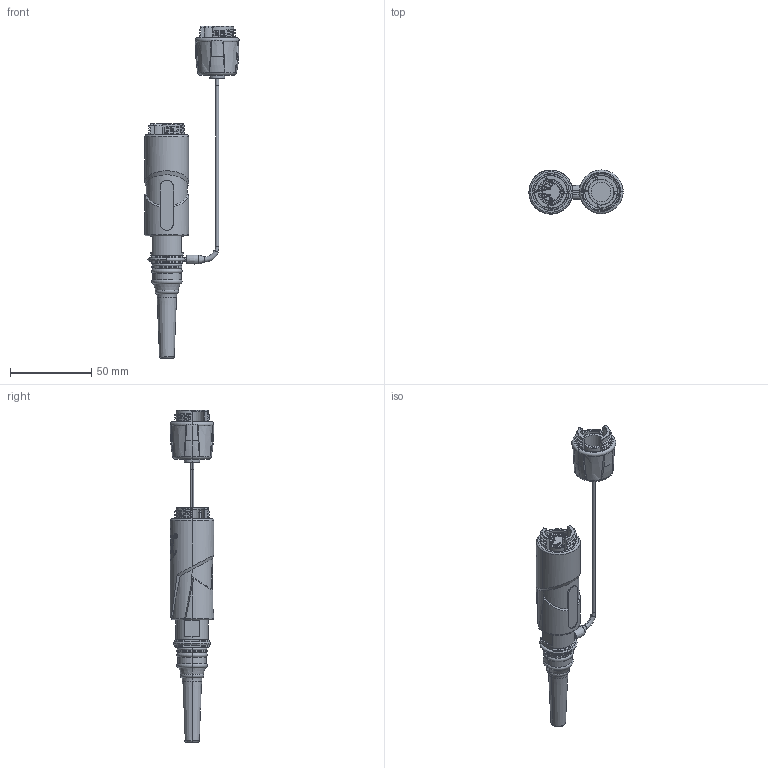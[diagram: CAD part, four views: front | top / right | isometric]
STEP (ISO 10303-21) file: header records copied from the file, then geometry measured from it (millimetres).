
FILE_DESCRIPTION (( 'STEP AP214' ), '1' );
FILE_NAME ('NKO2M3_FG_01.STEP', '2023-08-11T06:28:23', ( '' ), ( '' ), 'SwSTEP 2.0', 'SolidWorks 2020', '' );
FILE_SCHEMA (( 'AUTOMOTIVE_DESIGN' ));
Length unit declared in the file: millimetre
Products named in the file (1): NKO2M3_FG_01
Bounding box: 58 x 27 x 204.45 mm (x, y, z)
Volume: 56643.8 mm3; surface area: 23222.9 mm2
Topology: 3 solids, 5 shells, 849 faces, 2233 edges, 1458 vertices
Faces by surface type: plane 293, bspline 248, cylinder 180, torus 68, cone 54, sphere 6
Entity records: 51493 total; most frequent: CARTESIAN_POINT 23533, ORIENTED_EDGE 4466, DIRECTION 2981, EDGE_CURVE 2233, VERTEX_POINT 1458, AXIS2_PLACEMENT_3D 1145, EDGE_LOOP 923, UNCERTAINTY_MEASURE_WITH_UNIT 854
